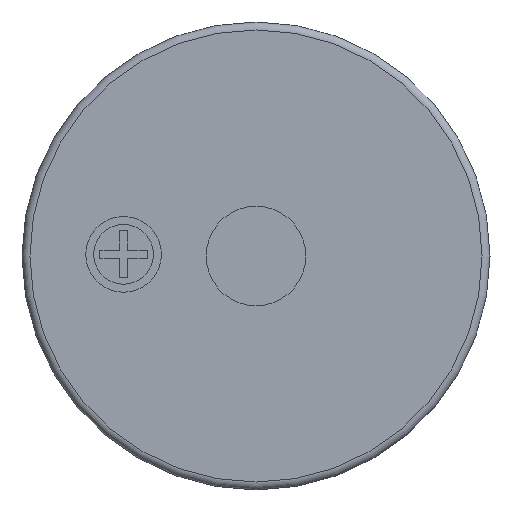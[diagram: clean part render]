
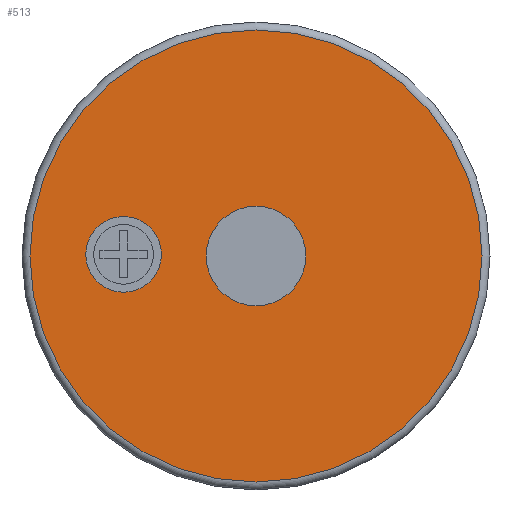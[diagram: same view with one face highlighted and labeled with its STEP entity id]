
A CAD part, front view. The second image highlights one B-rep face of the part: STEP entity #513.
In plain terms, the highlighted planar face has unit normal (0, -1, 0).
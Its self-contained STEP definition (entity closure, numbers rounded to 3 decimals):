
#115=FACE_BOUND('',#188,.T.);
#116=FACE_BOUND('',#189,.T.);
#123=PLANE('',#570);
#150=FACE_OUTER_BOUND('',#187,.T.);
#187=EDGE_LOOP('',(#377));
#188=EDGE_LOOP('',(#378));
#189=EDGE_LOOP('',(#379));
#231=CIRCLE('',#566,5.675);
#235=CIRCLE('',#571,0.95);
#236=CIRCLE('',#572,1.25);
#257=VERTEX_POINT('',#795);
#260=VERTEX_POINT('',#803);
#261=VERTEX_POINT('',#805);
#303=EDGE_CURVE('',#257,#257,#231,.T.);
#307=EDGE_CURVE('',#260,#260,#235,.T.);
#308=EDGE_CURVE('',#261,#261,#236,.T.);
#377=ORIENTED_EDGE('',*,*,#303,.F.);
#378=ORIENTED_EDGE('',*,*,#307,.T.);
#379=ORIENTED_EDGE('',*,*,#308,.T.);
#513=ADVANCED_FACE('',(#150,#115,#116),#123,.T.);
#566=AXIS2_PLACEMENT_3D('',#796,#630,#631);
#570=AXIS2_PLACEMENT_3D('',#802,#638,#639);
#571=AXIS2_PLACEMENT_3D('',#804,#640,#641);
#572=AXIS2_PLACEMENT_3D('',#806,#642,#643);
#630=DIRECTION('center_axis',(0.,1.,0.));
#631=DIRECTION('ref_axis',(1.,0.,0.));
#638=DIRECTION('center_axis',(0.,-1.,0.));
#639=DIRECTION('ref_axis',(1.,0.,0.));
#640=DIRECTION('center_axis',(0.,1.,0.));
#641=DIRECTION('ref_axis',(-1.,0.,0.));
#642=DIRECTION('center_axis',(0.,1.,0.));
#643=DIRECTION('ref_axis',(1.,0.,0.));
#795=CARTESIAN_POINT('',(0.,21.3,10.95));
#796=CARTESIAN_POINT('Origin',(0.,21.3,5.275));
#802=CARTESIAN_POINT('Origin',(0.,21.3,5.275));
#803=CARTESIAN_POINT('',(-2.375,21.3,5.316));
#804=CARTESIAN_POINT('Origin',(-3.325,21.3,5.316));
#805=CARTESIAN_POINT('',(-1.25,21.3,5.275));
#806=CARTESIAN_POINT('Origin',(0.,21.3,5.275));
